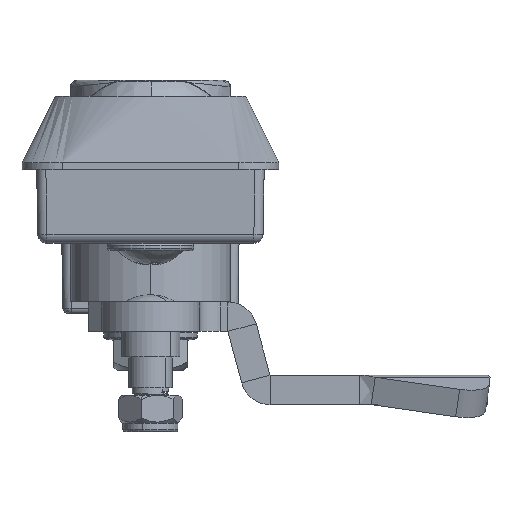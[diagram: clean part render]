
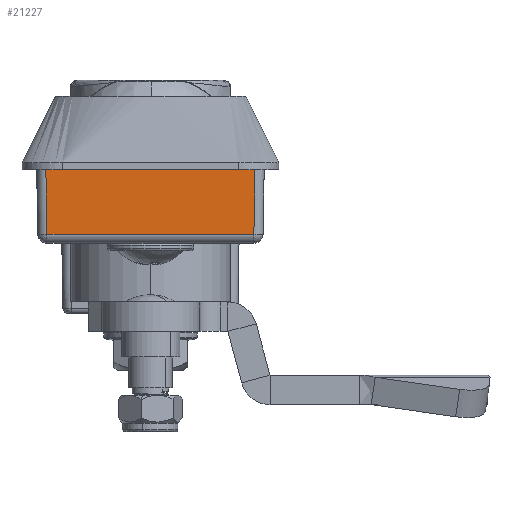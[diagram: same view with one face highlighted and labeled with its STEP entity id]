
A CAD part, left-side view. The second image highlights one B-rep face of the part: STEP entity #21227.
In plain terms, the highlighted planar face has unit normal (-1, 0, -0.018).
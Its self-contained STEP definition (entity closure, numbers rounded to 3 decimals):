
#991 = VERTEX_POINT ( 'NONE', #22789 ) ;
#1473 = CARTESIAN_POINT ( 'NONE',  ( -51.847, 14.097, -8.772 ) ) ;
#1729 = DIRECTION ( 'NONE',  ( -0.017, -0.017, 1. ) ) ;
#2202 = CARTESIAN_POINT ( 'NONE',  ( -52., 15.5, 0. ) ) ;
#2985 = EDGE_LOOP ( 'NONE', ( #8042, #22043, #20922, #20893 ) ) ;
#4932 = VECTOR ( 'NONE', #1729, 1000. ) ;
#5032 = EDGE_CURVE ( 'NONE', #23205, #991, #23512, .T. ) ;
#5035 = VERTEX_POINT ( 'NONE', #1473 ) ;
#5036 = AXIS2_PLACEMENT_3D ( 'NONE', #2202, #17754, #18012 ) ;
#5624 = EDGE_CURVE ( 'NONE', #5035, #23205, #19570, .T. ) ;
#6088 = PLANE ( 'NONE',  #5036 ) ;
#7259 = CARTESIAN_POINT ( 'NONE',  ( -52., 14.251, 0.021 ) ) ;
#7496 = VECTOR ( 'NONE', #15149, 1000. ) ;
#7529 = DIRECTION ( 'NONE',  ( 0., -1., 0. ) ) ;
#8042 = ORIENTED_EDGE ( 'NONE', *, *, #10807, .T. ) ;
#8291 = VECTOR ( 'NONE', #7529, 1000. ) ;
#9020 = CARTESIAN_POINT ( 'NONE',  ( -52., 14.25, 0. ) ) ;
#9061 = CARTESIAN_POINT ( 'NONE',  ( -52., 15.5, 0. ) ) ;
#10173 = VECTOR ( 'NONE', #24615, 1000. ) ;
#10807 = EDGE_CURVE ( 'NONE', #20664, #5035, #25027, .T. ) ;
#13637 = CARTESIAN_POINT ( 'NONE',  ( -51.991, -14.241, -0.519 ) ) ;
#15149 = DIRECTION ( 'NONE',  ( 0.017, -0.017, -1. ) ) ;
#15457 = EDGE_CURVE ( 'NONE', #20664, #991, #20472, .T. ) ;
#17754 = DIRECTION ( 'NONE',  ( -1., 0., -0.017 ) ) ;
#18012 = DIRECTION ( 'NONE',  ( -0.017, 0., 1. ) ) ;
#19304 = CARTESIAN_POINT ( 'NONE',  ( -51.847, -14.097, -8.772 ) ) ;
#19570 = LINE ( 'NONE', #23598, #8291 ) ;
#19960 = FACE_OUTER_BOUND ( 'NONE', #2985, .T. ) ;
#20472 = LINE ( 'NONE', #9061, #10173 ) ;
#20664 = VERTEX_POINT ( 'NONE', #9020 ) ;
#20893 = ORIENTED_EDGE ( 'NONE', *, *, #15457, .F. ) ;
#20922 = ORIENTED_EDGE ( 'NONE', *, *, #5032, .T. ) ;
#21227 = ADVANCED_FACE ( 'NONE', ( #19960 ), #6088, .T. ) ;
#22043 = ORIENTED_EDGE ( 'NONE', *, *, #5624, .T. ) ;
#22789 = CARTESIAN_POINT ( 'NONE',  ( -52., -14.25, 0. ) ) ;
#23205 = VERTEX_POINT ( 'NONE', #19304 ) ;
#23512 = LINE ( 'NONE', #13637, #4932 ) ;
#23598 = CARTESIAN_POINT ( 'NONE',  ( -51.847, -14.076, -8.772 ) ) ;
#24615 = DIRECTION ( 'NONE',  ( 0., -1., 0. ) ) ;
#25027 = LINE ( 'NONE', #7259, #7496 ) ;
